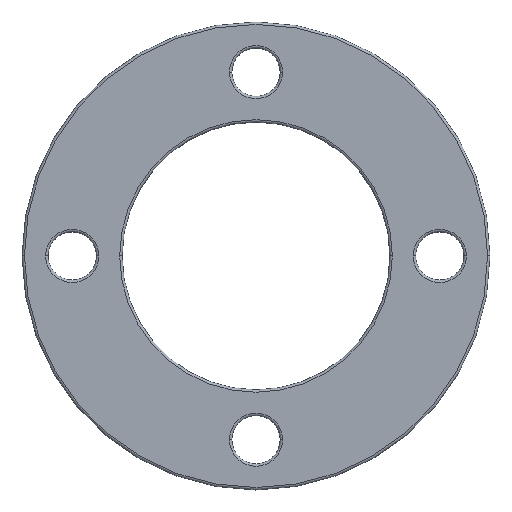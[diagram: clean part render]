
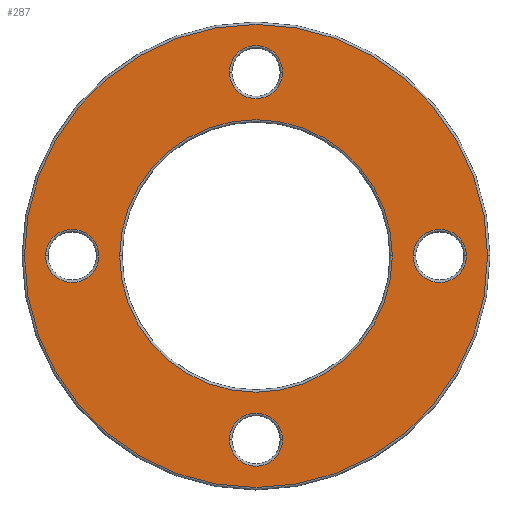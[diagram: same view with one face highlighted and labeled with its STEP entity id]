
A CAD part, top view. The second image highlights one B-rep face of the part: STEP entity #287.
In plain terms, the highlighted planar face has unit normal (0, 0, 1).
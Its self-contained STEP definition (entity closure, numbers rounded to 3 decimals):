
#6 = DIRECTION ( 'NONE',  ( 0., 0., -1. ) ) ;
#10 = DIRECTION ( 'NONE',  ( 1., 0., 0. ) ) ;
#12 = ORIENTED_EDGE ( 'NONE', *, *, #579, .T. ) ;
#16 = FACE_BOUND ( 'NONE', #813, .T. ) ;
#35 = CARTESIAN_POINT ( 'NONE',  ( -56.5, 0., 20. ) ) ;
#39 = CARTESIAN_POINT ( 'NONE',  ( 65.2, 0., 20. ) ) ;
#40 = AXIS2_PLACEMENT_3D ( 'NONE', #777, #249, #606 ) ;
#50 = DIRECTION ( 'NONE',  ( 1., 0., 0. ) ) ;
#52 = DIRECTION ( 'NONE',  ( 0., 0., -1. ) ) ;
#59 = CIRCLE ( 'NONE', #868, 96. ) ;
#61 = EDGE_CURVE ( 'NONE', #212, #414, #218, .T. ) ;
#69 = AXIS2_PLACEMENT_3D ( 'NONE', #521, #594, #955 ) ;
#74 = CARTESIAN_POINT ( 'NONE',  ( 0., 0., 20. ) ) ;
#78 = ORIENTED_EDGE ( 'NONE', *, *, #488, .T. ) ;
#89 = FACE_OUTER_BOUND ( 'NONE', #216, .T. ) ;
#96 = CIRCLE ( 'NONE', #958, 11. ) ;
#98 = AXIS2_PLACEMENT_3D ( 'NONE', #1093, #363, #10 ) ;
#104 = ORIENTED_EDGE ( 'NONE', *, *, #552, .T. ) ;
#116 = CIRCLE ( 'NONE', #40, 11. ) ;
#131 = EDGE_CURVE ( 'NONE', #414, #212, #96, .T. ) ;
#134 = CIRCLE ( 'NONE', #1003, 11. ) ;
#151 = CARTESIAN_POINT ( 'NONE',  ( 96., 0., 20. ) ) ;
#155 = CARTESIAN_POINT ( 'NONE',  ( 56.5, 0., 20. ) ) ;
#167 = CARTESIAN_POINT ( 'NONE',  ( 0., -76.2, 20. ) ) ;
#179 = EDGE_LOOP ( 'NONE', ( #455, #631 ) ) ;
#194 = ORIENTED_EDGE ( 'NONE', *, *, #131, .T. ) ;
#199 = AXIS2_PLACEMENT_3D ( 'NONE', #767, #782, #1139 ) ;
#212 = VERTEX_POINT ( 'NONE', #1073 ) ;
#216 = EDGE_LOOP ( 'NONE', ( #741, #12 ) ) ;
#218 = CIRCLE ( 'NONE', #761, 11. ) ;
#230 = CARTESIAN_POINT ( 'NONE',  ( -11., 76.2, 20. ) ) ;
#232 = AXIS2_PLACEMENT_3D ( 'NONE', #74, #1000, #1077 ) ;
#249 = DIRECTION ( 'NONE',  ( 0., 0., -1. ) ) ;
#267 = CIRCLE ( 'NONE', #69, 96. ) ;
#277 = CARTESIAN_POINT ( 'NONE',  ( 87.2, 0., 20. ) ) ;
#287 = ADVANCED_FACE ( 'NONE', ( #747, #1109, #819, #89, #16, #650 ), #482, .T. ) ;
#299 = ORIENTED_EDGE ( 'NONE', *, *, #776, .T. ) ;
#346 = DIRECTION ( 'NONE',  ( 0., 0., -1. ) ) ;
#351 = CARTESIAN_POINT ( 'NONE',  ( -96., 0., 20. ) ) ;
#357 = ORIENTED_EDGE ( 'NONE', *, *, #61, .T. ) ;
#363 = DIRECTION ( 'NONE',  ( 0., 0., 1. ) ) ;
#367 = DIRECTION ( 'NONE',  ( 1., 0., 0. ) ) ;
#381 = DIRECTION ( 'NONE',  ( 0., 0., -1. ) ) ;
#414 = VERTEX_POINT ( 'NONE', #1115 ) ;
#422 = CARTESIAN_POINT ( 'NONE',  ( 0., 0., 20. ) ) ;
#424 = CARTESIAN_POINT ( 'NONE',  ( -11., -76.2, 20. ) ) ;
#435 = VERTEX_POINT ( 'NONE', #230 ) ;
#441 = VERTEX_POINT ( 'NONE', #35 ) ;
#443 = ORIENTED_EDGE ( 'NONE', *, *, #991, .T. ) ;
#455 = ORIENTED_EDGE ( 'NONE', *, *, #498, .T. ) ;
#475 = EDGE_LOOP ( 'NONE', ( #194, #357 ) ) ;
#478 = ORIENTED_EDGE ( 'NONE', *, *, #611, .T. ) ;
#479 = CARTESIAN_POINT ( 'NONE',  ( 0., -76.2, 20. ) ) ;
#482 = PLANE ( 'NONE',  #98 ) ;
#488 = EDGE_CURVE ( 'NONE', #720, #1088, #695, .T. ) ;
#498 = EDGE_CURVE ( 'NONE', #829, #441, #830, .T. ) ;
#509 = DIRECTION ( 'NONE',  ( 1., 0., 0. ) ) ;
#521 = CARTESIAN_POINT ( 'NONE',  ( 0., 0., 20. ) ) ;
#542 = CIRCLE ( 'NONE', #825, 11. ) ;
#545 = VERTEX_POINT ( 'NONE', #151 ) ;
#550 = AXIS2_PLACEMENT_3D ( 'NONE', #943, #52, #509 ) ;
#552 = EDGE_CURVE ( 'NONE', #676, #435, #116, .T. ) ;
#576 = VERTEX_POINT ( 'NONE', #424 ) ;
#579 = EDGE_CURVE ( 'NONE', #1068, #545, #267, .T. ) ;
#594 = DIRECTION ( 'NONE',  ( 0., 0., 1. ) ) ;
#606 = DIRECTION ( 'NONE',  ( 1., 0., 0. ) ) ;
#611 = EDGE_CURVE ( 'NONE', #576, #1157, #134, .T. ) ;
#621 = DIRECTION ( 'NONE',  ( 1., 0., 0. ) ) ;
#631 = ORIENTED_EDGE ( 'NONE', *, *, #1079, .T. ) ;
#632 = CIRCLE ( 'NONE', #232, 56.5 ) ;
#650 = FACE_BOUND ( 'NONE', #803, .T. ) ;
#676 = VERTEX_POINT ( 'NONE', #926 ) ;
#695 = CIRCLE ( 'NONE', #789, 11. ) ;
#714 = EDGE_LOOP ( 'NONE', ( #299, #78 ) ) ;
#719 = CARTESIAN_POINT ( 'NONE',  ( -76.2, 0., 20. ) ) ;
#720 = VERTEX_POINT ( 'NONE', #39 ) ;
#741 = ORIENTED_EDGE ( 'NONE', *, *, #762, .T. ) ;
#745 = CIRCLE ( 'NONE', #1030, 11. ) ;
#747 = FACE_BOUND ( 'NONE', #475, .T. ) ;
#761 = AXIS2_PLACEMENT_3D ( 'NONE', #815, #6, #367 ) ;
#762 = EDGE_CURVE ( 'NONE', #545, #1068, #59, .T. ) ;
#764 = DIRECTION ( 'NONE',  ( 0., 0., 1. ) ) ;
#767 = CARTESIAN_POINT ( 'NONE',  ( 76.2, 0., 20. ) ) ;
#776 = EDGE_CURVE ( 'NONE', #1088, #720, #1040, .T. ) ;
#777 = CARTESIAN_POINT ( 'NONE',  ( 0., 76.2, 20. ) ) ;
#778 = DIRECTION ( 'NONE',  ( 0., 0., -1. ) ) ;
#782 = DIRECTION ( 'NONE',  ( 0., 0., -1. ) ) ;
#789 = AXIS2_PLACEMENT_3D ( 'NONE', #935, #948, #1124 ) ;
#803 = EDGE_LOOP ( 'NONE', ( #443, #478 ) ) ;
#807 = DIRECTION ( 'NONE',  ( 1., 0., 0. ) ) ;
#813 = EDGE_LOOP ( 'NONE', ( #104, #1165 ) ) ;
#815 = CARTESIAN_POINT ( 'NONE',  ( -76.2, 0., 20. ) ) ;
#819 = FACE_BOUND ( 'NONE', #179, .T. ) ;
#825 = AXIS2_PLACEMENT_3D ( 'NONE', #167, #914, #994 ) ;
#829 = VERTEX_POINT ( 'NONE', #155 ) ;
#830 = CIRCLE ( 'NONE', #550, 56.5 ) ;
#868 = AXIS2_PLACEMENT_3D ( 'NONE', #422, #764, #50 ) ;
#900 = CARTESIAN_POINT ( 'NONE',  ( 0., 76.2, 20. ) ) ;
#914 = DIRECTION ( 'NONE',  ( 0., 0., -1. ) ) ;
#926 = CARTESIAN_POINT ( 'NONE',  ( 11., 76.2, 20. ) ) ;
#935 = CARTESIAN_POINT ( 'NONE',  ( 76.2, 0., 20. ) ) ;
#943 = CARTESIAN_POINT ( 'NONE',  ( 0., 0., 20. ) ) ;
#948 = DIRECTION ( 'NONE',  ( 0., 0., -1. ) ) ;
#955 = DIRECTION ( 'NONE',  ( 1., 0., 0. ) ) ;
#958 = AXIS2_PLACEMENT_3D ( 'NONE', #719, #778, #621 ) ;
#991 = EDGE_CURVE ( 'NONE', #1157, #576, #542, .T. ) ;
#994 = DIRECTION ( 'NONE',  ( 1., 0., 0. ) ) ;
#1000 = DIRECTION ( 'NONE',  ( 0., 0., -1. ) ) ;
#1003 = AXIS2_PLACEMENT_3D ( 'NONE', #479, #381, #1015 ) ;
#1011 = EDGE_CURVE ( 'NONE', #435, #676, #745, .T. ) ;
#1015 = DIRECTION ( 'NONE',  ( 1., 0., 0. ) ) ;
#1025 = CARTESIAN_POINT ( 'NONE',  ( 11., -76.2, 20. ) ) ;
#1030 = AXIS2_PLACEMENT_3D ( 'NONE', #900, #346, #807 ) ;
#1040 = CIRCLE ( 'NONE', #199, 11. ) ;
#1068 = VERTEX_POINT ( 'NONE', #351 ) ;
#1073 = CARTESIAN_POINT ( 'NONE',  ( -87.2, 0., 20. ) ) ;
#1077 = DIRECTION ( 'NONE',  ( 1., 0., 0. ) ) ;
#1079 = EDGE_CURVE ( 'NONE', #441, #829, #632, .T. ) ;
#1088 = VERTEX_POINT ( 'NONE', #277 ) ;
#1093 = CARTESIAN_POINT ( 'NONE',  ( 0., 0., 20. ) ) ;
#1109 = FACE_BOUND ( 'NONE', #714, .T. ) ;
#1115 = CARTESIAN_POINT ( 'NONE',  ( -65.2, 0., 20. ) ) ;
#1124 = DIRECTION ( 'NONE',  ( 1., 0., 0. ) ) ;
#1139 = DIRECTION ( 'NONE',  ( 1., 0., 0. ) ) ;
#1157 = VERTEX_POINT ( 'NONE', #1025 ) ;
#1165 = ORIENTED_EDGE ( 'NONE', *, *, #1011, .T. ) ;
